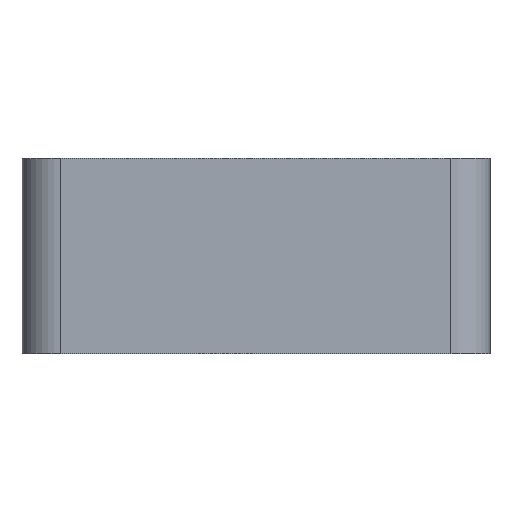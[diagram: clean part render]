
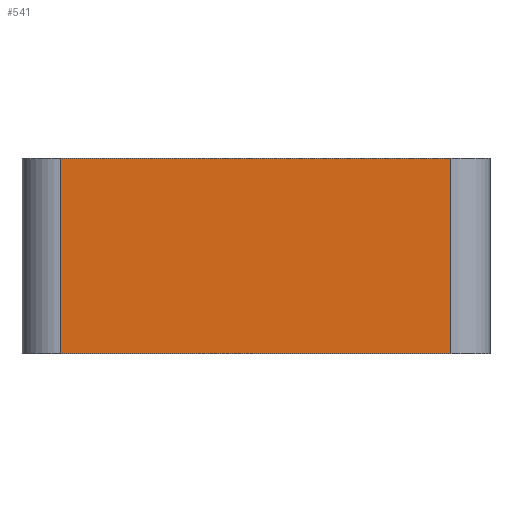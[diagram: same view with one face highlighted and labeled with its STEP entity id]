
A CAD part, front view. The second image highlights one B-rep face of the part: STEP entity #541.
In plain terms, the highlighted planar face has unit normal (0, -1, 0).
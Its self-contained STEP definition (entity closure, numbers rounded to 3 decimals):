
#37=PLANE('',#608);
#62=FACE_OUTER_BOUND('',#98,.T.);
#98=EDGE_LOOP('',(#450,#451,#452,#453));
#133=LINE('',#876,#180);
#146=LINE('',#904,#193);
#147=LINE('',#906,#194);
#148=LINE('',#907,#195);
#180=VECTOR('',#718,10.);
#193=VECTOR('',#743,10.);
#194=VECTOR('',#744,10.);
#195=VECTOR('',#745,10.);
#267=VERTEX_POINT('',#873);
#268=VERTEX_POINT('',#875);
#277=VERTEX_POINT('',#903);
#278=VERTEX_POINT('',#905);
#327=EDGE_CURVE('',#268,#267,#133,.T.);
#342=EDGE_CURVE('',#277,#267,#146,.T.);
#343=EDGE_CURVE('',#278,#277,#147,.T.);
#344=EDGE_CURVE('',#268,#278,#148,.T.);
#450=ORIENTED_EDGE('',*,*,#327,.T.);
#451=ORIENTED_EDGE('',*,*,#342,.F.);
#452=ORIENTED_EDGE('',*,*,#343,.F.);
#453=ORIENTED_EDGE('',*,*,#344,.F.);
#541=ADVANCED_FACE('',(#62),#37,.T.);
#608=AXIS2_PLACEMENT_3D('',#902,#741,#742);
#718=DIRECTION('',(-1.,0.,0.));
#741=DIRECTION('center_axis',(0.,-1.,0.));
#742=DIRECTION('ref_axis',(1.,0.,0.));
#743=DIRECTION('',(0.,0.,1.));
#744=DIRECTION('',(-1.,0.,0.));
#745=DIRECTION('',(0.,0.,-1.));
#873=CARTESIAN_POINT('',(20.,78.28,38.58));
#875=CARTESIAN_POINT('',(120.,78.28,38.58));
#876=CARTESIAN_POINT('',(40.,78.28,38.58));
#902=CARTESIAN_POINT('Origin',(10.,78.28,38.58));
#903=CARTESIAN_POINT('',(20.,78.28,-11.42));
#904=CARTESIAN_POINT('',(20.,78.28,38.58));
#905=CARTESIAN_POINT('',(120.,78.28,-11.42));
#906=CARTESIAN_POINT('',(20.,78.28,-11.42));
#907=CARTESIAN_POINT('',(120.,78.28,38.58));
